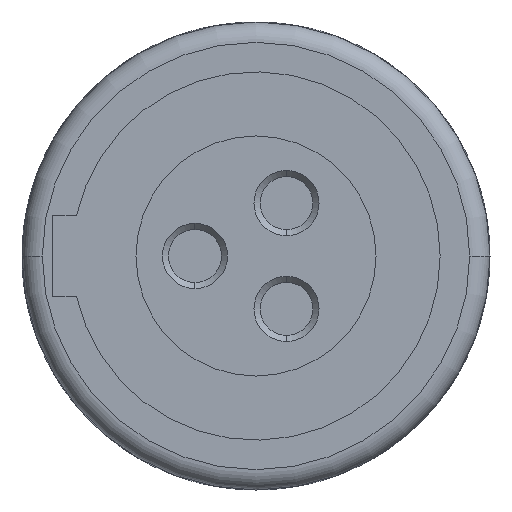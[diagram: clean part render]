
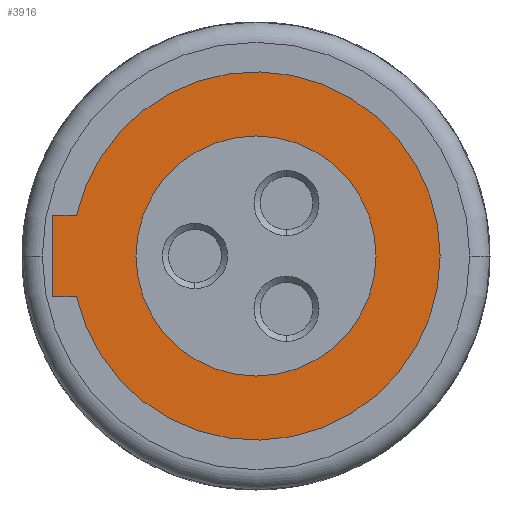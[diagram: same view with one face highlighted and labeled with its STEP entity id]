
A CAD part, left-side view. The second image highlights one B-rep face of the part: STEP entity #3916.
In plain terms, the highlighted planar face has unit normal (-1, 0, 0).
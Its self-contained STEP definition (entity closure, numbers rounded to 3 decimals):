
#1=DIRECTION('',(0.,1.,0.));
#2=VECTOR('',#1,0.587);
#3=CARTESIAN_POINT('',(0.,4.413,-1.));
#4=LINE('',#3,#2);
#5=DIRECTION('',(0.,0.,1.));
#6=VECTOR('',#5,2.);
#7=CARTESIAN_POINT('',(0.,5.,-1.));
#8=LINE('',#7,#6);
#9=DIRECTION('',(0.,-1.,0.));
#10=VECTOR('',#9,0.587);
#11=CARTESIAN_POINT('',(0.,5.,1.));
#12=LINE('',#11,#10);
#13=CARTESIAN_POINT('',(0.,0.,0.));
#14=DIRECTION('',(1.,0.,0.));
#15=DIRECTION('',(0.,0.,-1.));
#16=AXIS2_PLACEMENT_3D('',#13,#14,#15);
#18=CARTESIAN_POINT('',(0.,0.,0.));
#19=DIRECTION('',(1.,0.,0.));
#20=DIRECTION('',(0.,0.,1.));
#21=AXIS2_PLACEMENT_3D('',#18,#19,#20);
#32=CARTESIAN_POINT('',(0.,0.,0.));
#33=DIRECTION('',(-1.,0.,0.));
#34=DIRECTION('',(0.,0.975,-0.221));
#35=AXIS2_PLACEMENT_3D('',#32,#33,#34);
#3559=CARTESIAN_POINT('',(0.,0.,-2.95));
#3560=VERTEX_POINT('',#3559);
#3561=CARTESIAN_POINT('',(0.,0.,2.95));
#3562=VERTEX_POINT('',#3561);
#3703=CARTESIAN_POINT('',(0.,5.,-1.));
#3704=CARTESIAN_POINT('',(0.,5.,1.));
#3705=VERTEX_POINT('',#3703);
#3706=VERTEX_POINT('',#3704);
#3707=CARTESIAN_POINT('',(0.,4.413,-1.));
#3708=VERTEX_POINT('',#3707);
#3709=CARTESIAN_POINT('',(0.,4.413,1.));
#3710=VERTEX_POINT('',#3709);
#3895=CARTESIAN_POINT('',(0.,0.,0.));
#3896=DIRECTION('',(1.,0.,0.));
#3897=DIRECTION('',(0.,0.,-1.));
#3898=AXIS2_PLACEMENT_3D('',#3895,#3896,#3897);
#3899=PLANE('',#3898);
#3901=ORIENTED_EDGE('',*,*,#3900,.F.);
#3903=ORIENTED_EDGE('',*,*,#3902,.T.);
#3905=ORIENTED_EDGE('',*,*,#3904,.T.);
#3907=ORIENTED_EDGE('',*,*,#3906,.T.);
#3908=EDGE_LOOP('',(#3901,#3903,#3905,#3907));
#3909=FACE_OUTER_BOUND('',#3908,.F.);
#3911=ORIENTED_EDGE('',*,*,#3910,.F.);
#3913=ORIENTED_EDGE('',*,*,#3912,.F.);
#3914=EDGE_LOOP('',(#3911,#3913));
#3915=FACE_BOUND('',#3914,.F.);
#3916=ADVANCED_FACE('',(#3909,#3915),#3899,.F.);
#17=CIRCLE('',#16,2.95);
#22=CIRCLE('',#21,2.95);
#36=CIRCLE('',#35,4.525);
#3900=EDGE_CURVE('',#3708,#3710,#36,.T.);
#3902=EDGE_CURVE('',#3708,#3705,#4,.T.);
#3904=EDGE_CURVE('',#3705,#3706,#8,.T.);
#3906=EDGE_CURVE('',#3706,#3710,#12,.T.);
#3910=EDGE_CURVE('',#3560,#3562,#17,.T.);
#3912=EDGE_CURVE('',#3562,#3560,#22,.T.);
